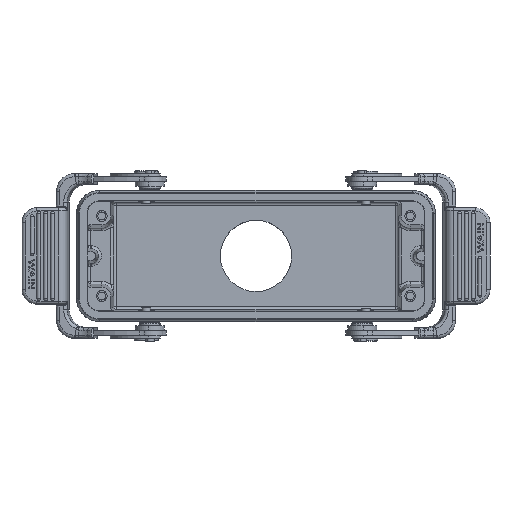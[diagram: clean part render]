
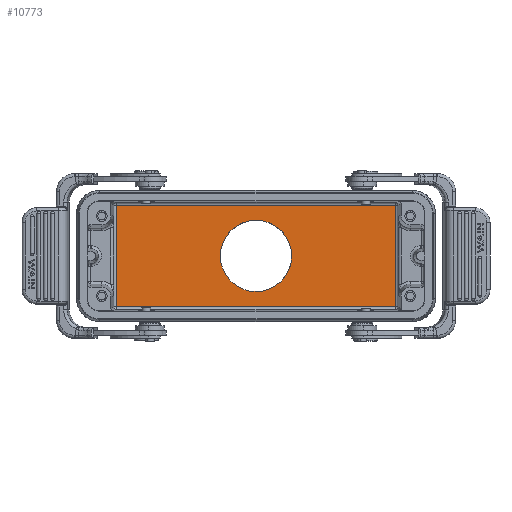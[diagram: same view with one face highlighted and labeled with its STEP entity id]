
A CAD part, front view. The second image highlights one B-rep face of the part: STEP entity #10773.
In plain terms, the highlighted planar face has unit normal (0, -1, 0).
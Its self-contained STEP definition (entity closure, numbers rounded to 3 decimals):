
#10773=ADVANCED_FACE('',(#13110,#13111),#11849,.F.);
#11849=PLANE('',#37933);
#13110=FACE_BOUND('',#14546,.T.);
#13111=FACE_BOUND('',#14547,.T.);
#14546=EDGE_LOOP('',(#25326,#25327));
#14547=EDGE_LOOP('',(#25328,#25329,#25330,#25331));
#16854=LINE('',#57960,#19127);
#16855=LINE('',#57962,#19128);
#16891=LINE('',#58150,#19164);
#16893=LINE('',#58157,#19166);
#19127=VECTOR('',#44068,1.);
#19128=VECTOR('',#44071,1.);
#19164=VECTOR('',#44229,1.);
#19166=VECTOR('',#44237,1.);
#25326=ORIENTED_EDGE('',*,*,#33250,.F.);
#25327=ORIENTED_EDGE('',*,*,#34060,.T.);
#25328=ORIENTED_EDGE('',*,*,#33981,.T.);
#25329=ORIENTED_EDGE('',*,*,#33982,.T.);
#25330=ORIENTED_EDGE('',*,*,#34057,.T.);
#25331=ORIENTED_EDGE('',*,*,#34061,.T.);
#29702=VERTEX_POINT('',#55315);
#29704=VERTEX_POINT('',#55318);
#30170=VERTEX_POINT('',#57953);
#30172=VERTEX_POINT('',#57959);
#30173=VERTEX_POINT('',#57963);
#30208=VERTEX_POINT('',#58151);
#33250=EDGE_CURVE('',#29702,#29704,#35543,.T.);
#33981=EDGE_CURVE('',#30170,#30172,#16854,.T.);
#33982=EDGE_CURVE('',#30172,#30173,#16855,.T.);
#34057=EDGE_CURVE('',#30173,#30208,#16891,.T.);
#34060=EDGE_CURVE('',#29702,#29704,#35733,.T.);
#34061=EDGE_CURVE('',#30208,#30170,#16893,.T.);
#35543=CIRCLE('',#37436,12.);
#35733=CIRCLE('',#37932,12.);
#37436=AXIS2_PLACEMENT_3D('',#55317,#42756,#42757);
#37932=AXIS2_PLACEMENT_3D('',#58156,#44235,#44236);
#37933=AXIS2_PLACEMENT_3D('',#58158,#44238,#44239);
#42756=DIRECTION('',(0.,-1.,0.));
#42757=DIRECTION('',(1.,0.,-0.001));
#44068=DIRECTION('',(1.,0.,0.));
#44071=DIRECTION('',(0.,0.,1.));
#44229=DIRECTION('',(-1.,0.,0.));
#44235=DIRECTION('',(0.,1.,0.));
#44236=DIRECTION('',(0.,0.,1.));
#44237=DIRECTION('',(0.,0.,-1.));
#44238=DIRECTION('',(0.,1.,0.));
#44239=DIRECTION('',(1.,0.,0.));
#55315=CARTESIAN_POINT('',(12.,52.,0.034));
#55317=CARTESIAN_POINT('',(0.,52.,0.049));
#55318=CARTESIAN_POINT('',(-12.,52.,0.037));
#57953=CARTESIAN_POINT('',(-47.,52.,-17.135));
#57959=CARTESIAN_POINT('',(47.,52.,-17.135));
#57960=CARTESIAN_POINT('',(-47.,52.,-17.135));
#57962=CARTESIAN_POINT('',(47.,52.,-17.135));
#57963=CARTESIAN_POINT('',(47.,52.,17.135));
#58150=CARTESIAN_POINT('',(47.,52.,17.135));
#58151=CARTESIAN_POINT('',(-47.,52.,17.135));
#58156=CARTESIAN_POINT('',(0.,52.,0.));
#58157=CARTESIAN_POINT('',(-47.,52.,17.135));
#58158=CARTESIAN_POINT('',(57.,52.,-18.5));
